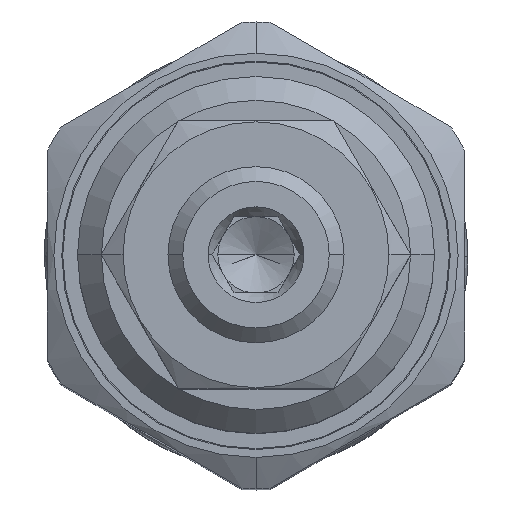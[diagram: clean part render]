
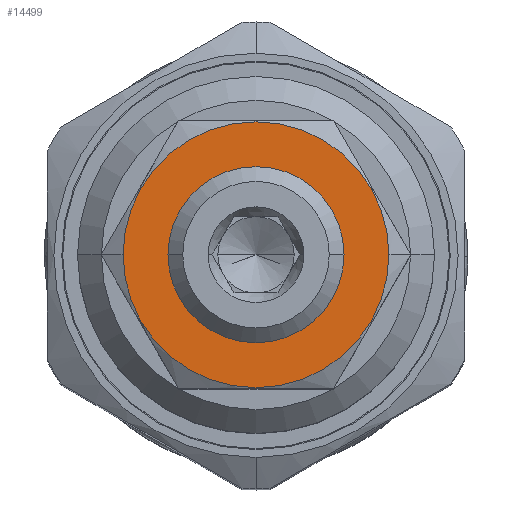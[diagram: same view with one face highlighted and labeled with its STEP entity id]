
A CAD part, top view. The second image highlights one B-rep face of the part: STEP entity #14499.
In plain terms, the highlighted planar face has unit normal (0, 0, 1).
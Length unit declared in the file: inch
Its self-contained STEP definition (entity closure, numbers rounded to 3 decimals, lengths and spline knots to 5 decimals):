
#5763=CARTESIAN_POINT('',(0.,0.,4.422));
#5764=DIRECTION('',(0.,0.,-1.));
#5765=DIRECTION('',(-1.,0.,0.));
#5766=AXIS2_PLACEMENT_3D('',#5763,#5764,#5765);
#5768=CARTESIAN_POINT('',(0.,0.,4.422));
#5769=DIRECTION('',(0.,0.,-1.));
#5770=DIRECTION('',(1.,0.,0.));
#5771=AXIS2_PLACEMENT_3D('',#5768,#5769,#5770);
#5773=CARTESIAN_POINT('',(0.,0.,4.422));
#5774=DIRECTION('',(0.,0.,1.));
#5775=DIRECTION('',(-1.,0.,0.));
#5776=AXIS2_PLACEMENT_3D('',#5773,#5774,#5775);
#5778=CARTESIAN_POINT('',(0.,0.,4.422));
#5779=DIRECTION('',(0.,0.,1.));
#5780=DIRECTION('',(1.,0.,0.));
#5781=AXIS2_PLACEMENT_3D('',#5778,#5779,#5780);
#8534=CARTESIAN_POINT('',(-0.2785,0.,4.422));
#8535=CARTESIAN_POINT('',(0.2785,0.,4.422));
#8536=VERTEX_POINT('',#8534);
#8537=VERTEX_POINT('',#8535);
#8576=CARTESIAN_POINT('',(-0.1845,0.,4.422));
#8577=CARTESIAN_POINT('',(0.1845,0.,4.422));
#8578=VERTEX_POINT('',#8576);
#8579=VERTEX_POINT('',#8577);
#14484=CARTESIAN_POINT('',(0.,0.,4.422));
#14485=DIRECTION('',(0.,0.,-1.));
#14486=DIRECTION('',(1.,0.,0.));
#14487=AXIS2_PLACEMENT_3D('',#14484,#14485,#14486);
#14488=PLANE('',#14487);
#14489=ORIENTED_EDGE('',*,*,#14460,.T.);
#14490=ORIENTED_EDGE('',*,*,#14476,.T.);
#14491=EDGE_LOOP('',(#14489,#14490));
#14492=FACE_OUTER_BOUND('',#14491,.F.);
#14494=ORIENTED_EDGE('',*,*,#14493,.T.);
#14496=ORIENTED_EDGE('',*,*,#14495,.T.);
#14497=EDGE_LOOP('',(#14494,#14496));
#14498=FACE_BOUND('',#14497,.F.);
#14499=ADVANCED_FACE('',(#14492,#14498),#14488,.F.);
#5767=CIRCLE('',#5766,0.2785);
#5772=CIRCLE('',#5771,0.2785);
#5777=CIRCLE('',#5776,0.1845);
#5782=CIRCLE('',#5781,0.1845);
#14460=EDGE_CURVE('',#8536,#8537,#5767,.T.);
#14476=EDGE_CURVE('',#8537,#8536,#5772,.T.);
#14493=EDGE_CURVE('',#8578,#8579,#5777,.T.);
#14495=EDGE_CURVE('',#8579,#8578,#5782,.T.);
